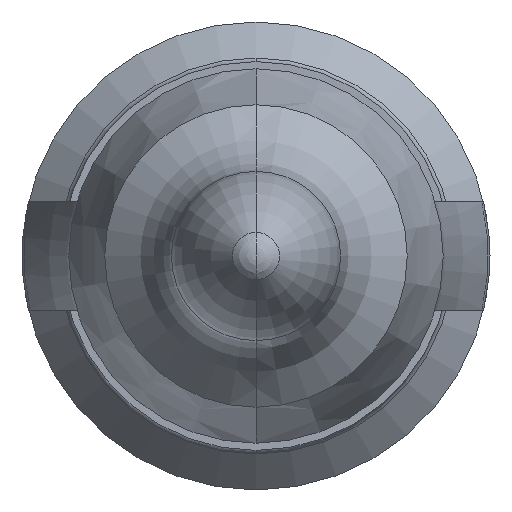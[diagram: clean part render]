
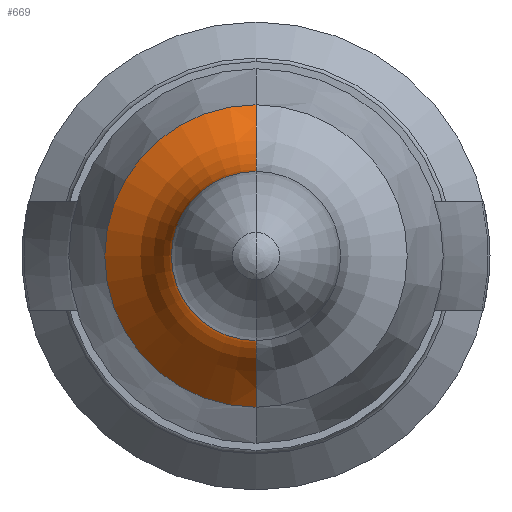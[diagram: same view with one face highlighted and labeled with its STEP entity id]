
A CAD part, front view. The second image highlights one B-rep face of the part: STEP entity #669.
In plain terms, the highlighted toroidal (fillet/blend) face has major radius 0.806 mm and minor radius 0.508 mm.
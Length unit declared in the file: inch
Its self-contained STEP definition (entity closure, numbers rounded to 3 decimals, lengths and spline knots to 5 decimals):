
#598 = VERTEX_POINT ( 'NONE', #1854 ) ;
#611 = VERTEX_POINT ( 'NONE', #1968 ) ;
#669 = ADVANCED_FACE ( 'NONE', ( #2184 ), #2101, .F. ) ;
#670 = EDGE_LOOP ( 'NONE', ( #702, #682, #729, #706, #742 ) ) ;
#681 = VERTEX_POINT ( 'NONE', #2312 ) ;
#682 = ORIENTED_EDGE ( 'NONE', *, *, #746, .T. ) ;
#683 = EDGE_CURVE ( 'NONE', #611, #598, #2287, .T. ) ;
#696 = VERTEX_POINT ( 'NONE', #2346 ) ;
#697 = EDGE_CURVE ( 'NONE', #696, #792, #2344, .T. ) ;
#698 = EDGE_CURVE ( 'NONE', #598, #681, #2219, .T. ) ;
#702 = ORIENTED_EDGE ( 'NONE', *, *, #683, .F. ) ;
#706 = ORIENTED_EDGE ( 'NONE', *, *, #728, .F. ) ;
#728 = EDGE_CURVE ( 'NONE', #681, #696, #3445, .T. ) ;
#729 = ORIENTED_EDGE ( 'NONE', *, *, #697, .F. ) ;
#742 = ORIENTED_EDGE ( 'NONE', *, *, #698, .F. ) ;
#746 = EDGE_CURVE ( 'NONE', #611, #792, #3416, .T. ) ;
#792 = VERTEX_POINT ( 'NONE', #2436 ) ;
#1854 = CARTESIAN_POINT ( 'NONE',  ( 0., -0.40366, 0.021 ) ) ;
#1968 = CARTESIAN_POINT ( 'NONE',  ( 0., -0.40366, -0.021 ) ) ;
#2098 = DIRECTION ( 'NONE',  ( 0., 0., 1. ) ) ;
#2099 = DIRECTION ( 'NONE',  ( 0., 1., 0. ) ) ;
#2100 = AXIS2_PLACEMENT_3D ( 'NONE', #2102, #2099, #2098 ) ;
#2101 = TOROIDAL_SURFACE ( 'NONE', #2100, 0.03175, 0.02 ) ;
#2102 = CARTESIAN_POINT ( 'NONE',  ( 0., -0.42053, 0. ) ) ;
#2184 = FACE_OUTER_BOUND ( 'NONE', #670, .T. ) ;
#2216 = DIRECTION ( 'NONE',  ( 0., 0., 1. ) ) ;
#2217 = DIRECTION ( 'NONE',  ( -1., 0., 0. ) ) ;
#2218 = AXIS2_PLACEMENT_3D ( 'NONE', #2345, #2217, #2216 ) ;
#2219 = CIRCLE ( 'NONE', #2218, 0.02 ) ;
#2220 = DIRECTION ( 'NONE',  ( 0., 0., -1. ) ) ;
#2221 = DIRECTION ( 'NONE',  ( 0., -1., 0. ) ) ;
#2222 = CARTESIAN_POINT ( 'NONE',  ( 0., -0.42053, 0. ) ) ;
#2223 = AXIS2_PLACEMENT_3D ( 'NONE', #2222, #2221, #2220 ) ;
#2269 = DIRECTION ( 'NONE',  ( 0., 1., 0. ) ) ;
#2285 = CARTESIAN_POINT ( 'NONE',  ( 0., -0.40366, 0. ) ) ;
#2286 = AXIS2_PLACEMENT_3D ( 'NONE', #2285, #2269, #2369 ) ;
#2287 = CIRCLE ( 'NONE', #2286, 0.021 ) ;
#2312 = CARTESIAN_POINT ( 'NONE',  ( 0., -0.42053, 0.01175 ) ) ;
#2344 = CIRCLE ( 'NONE', #2223, 0.01175 ) ;
#2345 = CARTESIAN_POINT ( 'NONE',  ( 0., -0.42053, 0.03175 ) ) ;
#2346 = CARTESIAN_POINT ( 'NONE',  ( -0.01175, -0.42053, 0. ) ) ;
#2369 = DIRECTION ( 'NONE',  ( 0., 0., 1. ) ) ;
#2436 = CARTESIAN_POINT ( 'NONE',  ( 0., -0.42053, -0.01175 ) ) ;
#3412 = DIRECTION ( 'NONE',  ( 0., 0., -1. ) ) ;
#3413 = DIRECTION ( 'NONE',  ( 1., 0., 0. ) ) ;
#3414 = CARTESIAN_POINT ( 'NONE',  ( 0., -0.42053, -0.03175 ) ) ;
#3415 = AXIS2_PLACEMENT_3D ( 'NONE', #3414, #3413, #3412 ) ;
#3416 = CIRCLE ( 'NONE', #3415, 0.02 ) ;
#3441 = DIRECTION ( 'NONE',  ( 0., 0., -1. ) ) ;
#3442 = DIRECTION ( 'NONE',  ( 0., -1., 0. ) ) ;
#3443 = CARTESIAN_POINT ( 'NONE',  ( 0., -0.42053, 0. ) ) ;
#3444 = AXIS2_PLACEMENT_3D ( 'NONE', #3443, #3442, #3441 ) ;
#3445 = CIRCLE ( 'NONE', #3444, 0.01175 ) ;
